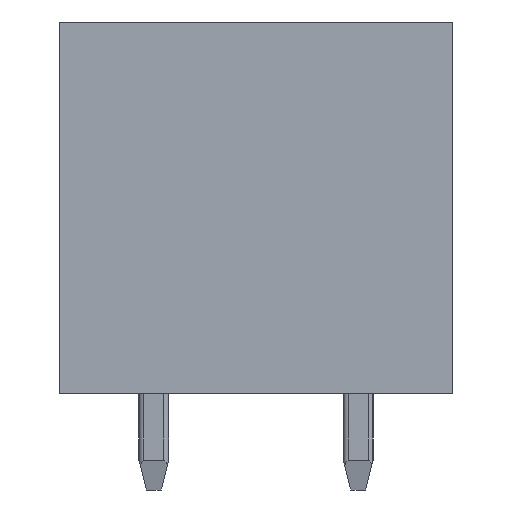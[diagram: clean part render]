
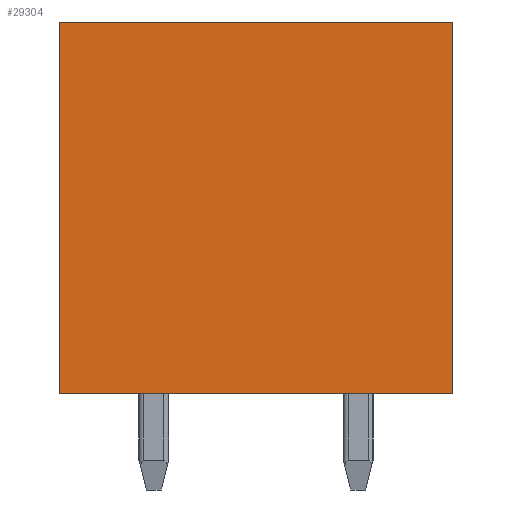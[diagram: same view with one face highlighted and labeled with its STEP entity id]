
A CAD part, left-side view. The second image highlights one B-rep face of the part: STEP entity #29304.
In plain terms, the highlighted planar face has unit normal (-1, 0, 0).
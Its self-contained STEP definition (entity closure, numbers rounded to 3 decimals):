
#2281=DIRECTION('',(0.,0.,-1.));
#2282=VECTOR('',#2281,10.);
#2283=CARTESIAN_POINT('',(-67.3,-5.3,3.7));
#2284=LINE('',#2283,#2282);
#2285=DIRECTION('',(0.,1.,0.));
#2286=VECTOR('',#2285,10.6);
#2287=CARTESIAN_POINT('',(-67.3,-5.3,-6.3));
#2288=LINE('',#2287,#2286);
#2289=DIRECTION('',(0.,0.,1.));
#2290=VECTOR('',#2289,10.);
#2291=CARTESIAN_POINT('',(-67.3,5.3,-6.3));
#2292=LINE('',#2291,#2290);
#2293=DIRECTION('',(0.,-1.,0.));
#2294=VECTOR('',#2293,10.6);
#2295=CARTESIAN_POINT('',(-67.3,5.3,3.7));
#2296=LINE('',#2295,#2294);
#21737=CARTESIAN_POINT('',(-67.3,-5.3,3.7));
#21738=CARTESIAN_POINT('',(-67.3,-5.3,-6.3));
#21739=VERTEX_POINT('',#21737);
#21740=VERTEX_POINT('',#21738);
#21741=CARTESIAN_POINT('',(-67.3,5.3,-6.3));
#21742=VERTEX_POINT('',#21741);
#21743=CARTESIAN_POINT('',(-67.3,5.3,3.7));
#21744=VERTEX_POINT('',#21743);
#29293=CARTESIAN_POINT('',(-67.3,0.,0.));
#29294=DIRECTION('',(1.,0.,0.));
#29295=DIRECTION('',(0.,-1.,0.));
#29296=AXIS2_PLACEMENT_3D('',#29293,#29294,#29295);
#29297=PLANE('',#29296);
#29298=ORIENTED_EDGE('',*,*,#27367,.T.);
#29299=ORIENTED_EDGE('',*,*,#27382,.T.);
#29300=ORIENTED_EDGE('',*,*,#28080,.T.);
#29301=ORIENTED_EDGE('',*,*,#28093,.T.);
#29302=EDGE_LOOP('',(#29298,#29299,#29300,#29301));
#29303=FACE_OUTER_BOUND('',#29302,.F.);
#29304=ADVANCED_FACE('',(#29303),#29297,.F.);
#27367=EDGE_CURVE('',#21739,#21740,#2284,.T.);
#27382=EDGE_CURVE('',#21740,#21742,#2288,.T.);
#28080=EDGE_CURVE('',#21742,#21744,#2292,.T.);
#28093=EDGE_CURVE('',#21744,#21739,#2296,.T.);
